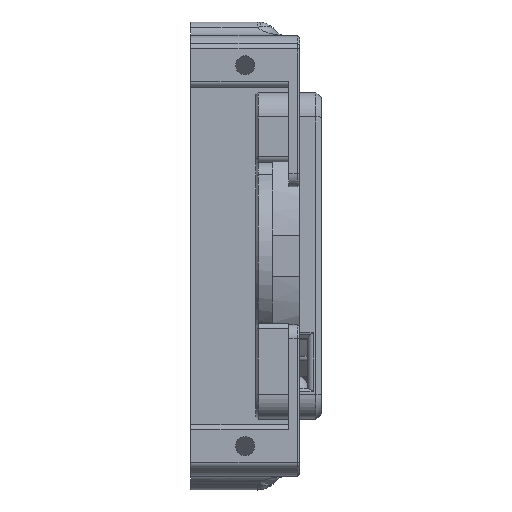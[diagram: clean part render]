
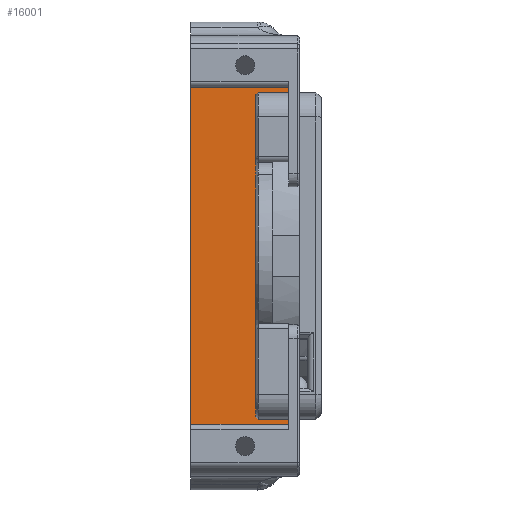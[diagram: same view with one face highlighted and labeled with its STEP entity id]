
A CAD part, top view. The second image highlights one B-rep face of the part: STEP entity #16001.
In plain terms, the highlighted planar face has unit normal (0, 0, 1).
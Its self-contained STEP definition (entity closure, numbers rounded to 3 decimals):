
#586=PLANE('',#17111);
#1010=FACE_OUTER_BOUND('',#1988,.T.);
#1988=EDGE_LOOP('',(#11295,#11296,#11297,#11298,#11299,#11300,#11301,#11302));
#3492=LINE('',#22273,#4819);
#3596=LINE('',#23243,#4923);
#3611=LINE('',#23293,#4938);
#3613=LINE('',#23297,#4940);
#3614=LINE('',#23299,#4941);
#3615=LINE('',#23300,#4942);
#3616=LINE('',#23302,#4943);
#3617=LINE('',#23303,#4944);
#4819=VECTOR('',#18336,10.);
#4923=VECTOR('',#18692,10.);
#4938=VECTOR('',#18739,10.);
#4940=VECTOR('',#18743,10.);
#4941=VECTOR('',#18744,10.);
#4942=VECTOR('',#18745,10.);
#4943=VECTOR('',#18746,10.);
#4944=VECTOR('',#18747,10.);
#6756=VERTEX_POINT('',#22270);
#6757=VERTEX_POINT('',#22272);
#6884=VERTEX_POINT('',#23240);
#6885=VERTEX_POINT('',#23242);
#6904=VERTEX_POINT('',#23292);
#6905=VERTEX_POINT('',#23296);
#6906=VERTEX_POINT('',#23298);
#6907=VERTEX_POINT('',#23301);
#8322=EDGE_CURVE('',#6757,#6756,#3492,.T.);
#8539=EDGE_CURVE('',#6884,#6885,#3596,.T.);
#8567=EDGE_CURVE('',#6904,#6885,#3611,.T.);
#8569=EDGE_CURVE('',#6884,#6905,#3613,.T.);
#8570=EDGE_CURVE('',#6906,#6905,#3614,.T.);
#8571=EDGE_CURVE('',#6757,#6906,#3615,.T.);
#8572=EDGE_CURVE('',#6756,#6907,#3616,.T.);
#8573=EDGE_CURVE('',#6904,#6907,#3617,.T.);
#11295=ORIENTED_EDGE('',*,*,#8569,.T.);
#11296=ORIENTED_EDGE('',*,*,#8570,.F.);
#11297=ORIENTED_EDGE('',*,*,#8571,.F.);
#11298=ORIENTED_EDGE('',*,*,#8322,.T.);
#11299=ORIENTED_EDGE('',*,*,#8572,.T.);
#11300=ORIENTED_EDGE('',*,*,#8573,.F.);
#11301=ORIENTED_EDGE('',*,*,#8567,.T.);
#11302=ORIENTED_EDGE('',*,*,#8539,.F.);
#16001=ADVANCED_FACE('',(#1010),#586,.T.);
#17111=AXIS2_PLACEMENT_3D('',#23295,#18741,#18742);
#18336=DIRECTION('',(0.,1.,0.));
#18692=DIRECTION('',(0.,1.,0.));
#18739=DIRECTION('',(-1.,0.,0.));
#18741=DIRECTION('center_axis',(0.,0.,
1.));
#18742=DIRECTION('ref_axis',(0.,1.,0.));
#18743=DIRECTION('',(1.,0.,0.));
#18744=DIRECTION('',(0.,-1.,0.));
#18745=DIRECTION('',(-1.,0.,0.));
#18746=DIRECTION('',(-1.,0.,0.));
#18747=DIRECTION('',(0.,-1.,0.));
#22270=CARTESIAN_POINT('',(230.,248.,-118.3));
#22272=CARTESIAN_POINT('',(230.,186.,-118.3));
#22273=CARTESIAN_POINT('',(230.,201.5,-118.3));
#23240=CARTESIAN_POINT('',(212.,182.,-118.3));
#23242=CARTESIAN_POINT('',(212.,252.,-118.3));
#23243=CARTESIAN_POINT('',(212.,180.75,-118.3));
#23292=CARTESIAN_POINT('',(219.21,252.,-118.3));
#23293=CARTESIAN_POINT('',(224.,252.,-118.3));
#23295=CARTESIAN_POINT('Origin',(232.,186.,-118.3));
#23296=CARTESIAN_POINT('',(219.21,182.,-118.3));
#23297=CARTESIAN_POINT('',(224.,182.,-118.3));
#23298=CARTESIAN_POINT('',(219.21,186.,-118.3));
#23299=CARTESIAN_POINT('',(219.21,183.375,-118.3));
#23300=CARTESIAN_POINT('',(232.,186.,-118.3));
#23301=CARTESIAN_POINT('',(219.21,248.,-118.3));
#23302=CARTESIAN_POINT('',(232.,248.,-118.3));
#23303=CARTESIAN_POINT('',(219.21,200.625,-118.3));
